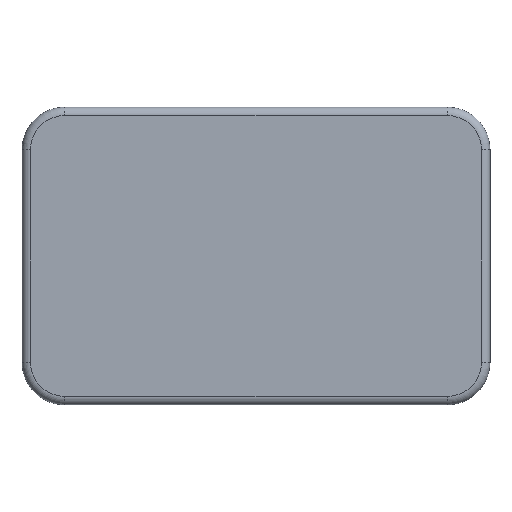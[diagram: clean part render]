
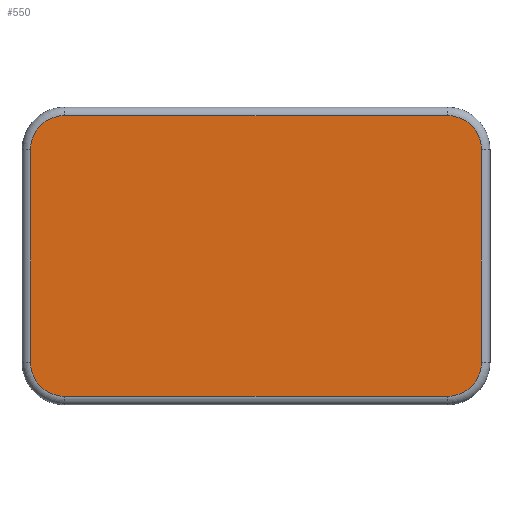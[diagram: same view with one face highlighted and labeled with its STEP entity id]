
A CAD part, top view. The second image highlights one B-rep face of the part: STEP entity #550.
In plain terms, the highlighted planar face has unit normal (0, 0, 1).
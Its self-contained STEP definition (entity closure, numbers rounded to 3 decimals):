
#22=PLANE('',#617);
#51=FACE_OUTER_BOUND('',#86,.T.);
#86=EDGE_LOOP('',(#414,#415,#416,#417,#418,#419,#420,#421));
#111=LINE('',#847,#159);
#112=LINE('',#858,#160);
#114=LINE('',#870,#162);
#116=LINE('',#882,#164);
#159=VECTOR('',#663,10.);
#160=VECTOR('',#676,10.);
#162=VECTOR('',#690,10.);
#164=VECTOR('',#704,10.);
#209=CIRCLE('',#592,8.);
#213=CIRCLE('',#598,8.);
#217=CIRCLE('',#604,8.);
#220=CIRCLE('',#609,8.);
#238=VERTEX_POINT('',#840);
#241=VERTEX_POINT('',#845);
#243=VERTEX_POINT('',#850);
#245=VERTEX_POINT('',#856);
#247=VERTEX_POINT('',#862);
#249=VERTEX_POINT('',#868);
#251=VERTEX_POINT('',#874);
#253=VERTEX_POINT('',#880);
#289=EDGE_CURVE('',#241,#238,#111,.T.);
#291=EDGE_CURVE('',#243,#241,#209,.T.);
#294=EDGE_CURVE('',#245,#243,#112,.T.);
#297=EDGE_CURVE('',#247,#245,#213,.T.);
#300=EDGE_CURVE('',#249,#247,#114,.T.);
#303=EDGE_CURVE('',#251,#249,#217,.T.);
#306=EDGE_CURVE('',#253,#251,#116,.T.);
#308=EDGE_CURVE('',#238,#253,#220,.T.);
#414=ORIENTED_EDGE('',*,*,#289,.F.);
#415=ORIENTED_EDGE('',*,*,#291,.F.);
#416=ORIENTED_EDGE('',*,*,#294,.F.);
#417=ORIENTED_EDGE('',*,*,#297,.F.);
#418=ORIENTED_EDGE('',*,*,#300,.F.);
#419=ORIENTED_EDGE('',*,*,#303,.F.);
#420=ORIENTED_EDGE('',*,*,#306,.F.);
#421=ORIENTED_EDGE('',*,*,#308,.F.);
#550=ADVANCED_FACE('',(#51),#22,.T.);
#592=AXIS2_PLACEMENT_3D('',#852,#668,#669);
#598=AXIS2_PLACEMENT_3D('',#864,#682,#683);
#604=AXIS2_PLACEMENT_3D('',#876,#696,#697);
#609=AXIS2_PLACEMENT_3D('',#885,#708,#709);
#617=AXIS2_PLACEMENT_3D('',#905,#731,#732);
#663=DIRECTION('',(0.,-1.,0.));
#668=DIRECTION('center_axis',(0.,0.,-1.));
#669=DIRECTION('ref_axis',(0.707,0.707,0.));
#676=DIRECTION('',(1.,0.,0.));
#682=DIRECTION('center_axis',(0.,0.,-1.));
#683=DIRECTION('ref_axis',(-0.707,0.707,0.));
#690=DIRECTION('',(0.,1.,0.));
#696=DIRECTION('center_axis',(0.,0.,-1.));
#697=DIRECTION('ref_axis',(-0.707,-0.707,0.));
#704=DIRECTION('',(-1.,0.,0.));
#708=DIRECTION('center_axis',(0.,0.,-1.));
#709=DIRECTION('ref_axis',(0.707,-0.707,0.));
#731=DIRECTION('center_axis',(0.,0.,1.));
#732=DIRECTION('ref_axis',(-1.,0.,0.));
#840=CARTESIAN_POINT('',(108.,10.,133.6));
#845=CARTESIAN_POINT('',(108.,60.,133.6));
#847=CARTESIAN_POINT('',(108.,22.5,133.6));
#850=CARTESIAN_POINT('',(100.,68.,133.6));
#852=CARTESIAN_POINT('Origin',(100.,60.,133.6));
#856=CARTESIAN_POINT('',(10.,68.,133.6));
#858=CARTESIAN_POINT('',(77.5,68.,133.6));
#862=CARTESIAN_POINT('',(2.,60.,133.6));
#864=CARTESIAN_POINT('Origin',(10.,60.,133.6));
#868=CARTESIAN_POINT('',(2.,10.,133.6));
#870=CARTESIAN_POINT('',(2.,47.5,133.6));
#874=CARTESIAN_POINT('',(10.,2.,133.6));
#876=CARTESIAN_POINT('Origin',(10.,10.,133.6));
#880=CARTESIAN_POINT('',(100.,2.,133.6));
#882=CARTESIAN_POINT('',(32.5,2.,133.6));
#885=CARTESIAN_POINT('Origin',(100.,10.,133.6));
#905=CARTESIAN_POINT('Origin',(55.,35.,133.6));
